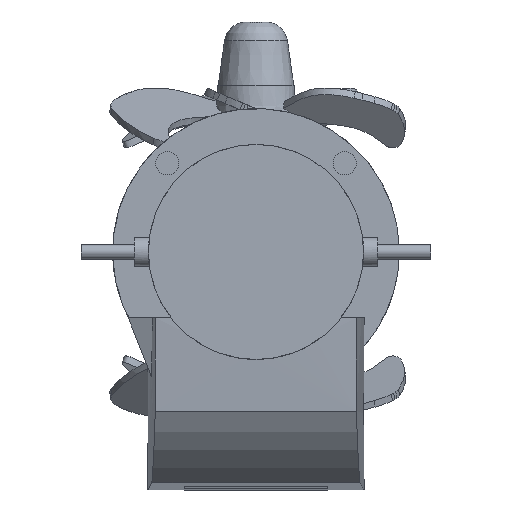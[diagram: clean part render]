
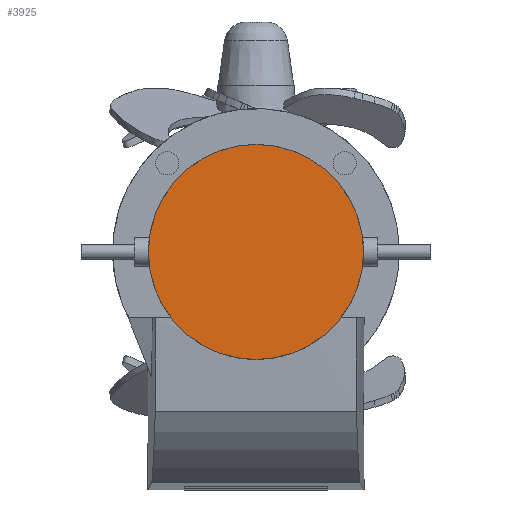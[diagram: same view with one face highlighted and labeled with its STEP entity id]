
A CAD part, front view. The second image highlights one B-rep face of the part: STEP entity #3925.
In plain terms, the highlighted planar face has unit normal (0, -1, 0).
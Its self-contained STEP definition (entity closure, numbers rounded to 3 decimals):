
#923=FACE_OUTER_BOUND('',#1155,.T.);
#1155=EDGE_LOOP('',(#2750));
#1367=CIRCLE('',#4194,75.);
#1521=VERTEX_POINT('',#6290);
#1963=EDGE_CURVE('',#1521,#1521,#1367,.T.);
#2750=ORIENTED_EDGE('',*,*,#1963,.T.);
#3599=PLANE('',#4214);
#3925=ADVANCED_FACE('',(#923),#3599,.T.);
#4194=AXIS2_PLACEMENT_3D('',#6291,#4525,#4526);
#4214=AXIS2_PLACEMENT_3D('',#6407,#4571,#4572);
#4525=DIRECTION('center_axis',(0.,-1.,0.));
#4526=DIRECTION('ref_axis',(-1.,0.,0.));
#4571=DIRECTION('center_axis',(0.,-1.,0.));
#4572=DIRECTION('ref_axis',(-1.,0.,0.));
#6290=CARTESIAN_POINT('',(75.,-482.5,0.));
#6291=CARTESIAN_POINT('Origin',(0.,-482.5,
0.));
#6407=CARTESIAN_POINT('Origin',(0.,-482.5,
0.));
